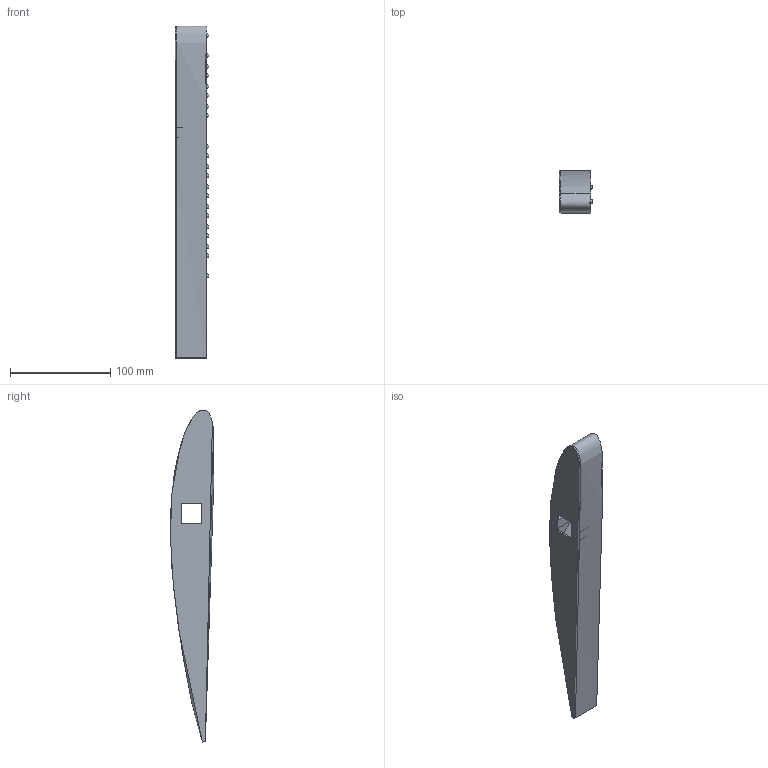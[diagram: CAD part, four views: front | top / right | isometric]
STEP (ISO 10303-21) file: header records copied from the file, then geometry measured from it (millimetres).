
FILE_DESCRIPTION(/* description */ (''),/* implementation_level */ '2;1');
FILE_NAME(/* name */ 'Wing Section inset.stp',/* time_stamp */ '2025-10-14T18:00:07-04:00',/* author */ ('mateo'),/* organization */ (''),/* preprocessor_version */ 'ST-DEVELOPER v20.1',/* originating_system */ 'Autodesk Inventor 2026',/* authorisation */ '');
FILE_SCHEMA (('AUTOMOTIVE_DESIGN { 1 0 10303 214 3 1 1 }'));
Length unit declared in the file: millimetre
Products named in the file (1): Wing Section
Bounding box: 33.75 x 43.1 x 331.34 mm (x, y, z)
Volume: 49409.9 mm3; surface area: 82683.7 mm2
Topology: 22 solids, 24 shells, 86 faces, 177 edges, 118 vertices
Faces by surface type: plane 54, sphere 21, bspline 11
Entity records: 6760 total; most frequent: CARTESIAN_POINT 5012, ORIENTED_EDGE 310, DIRECTION 306, EDGE_CURVE 155, VERTEX_POINT 118, AXIS2_PLACEMENT_3D 118, EDGE_LOOP 89, FACE_OUTER_BOUND 86
